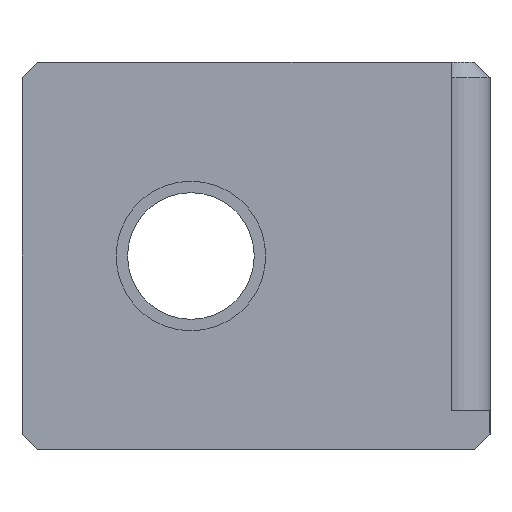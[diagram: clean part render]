
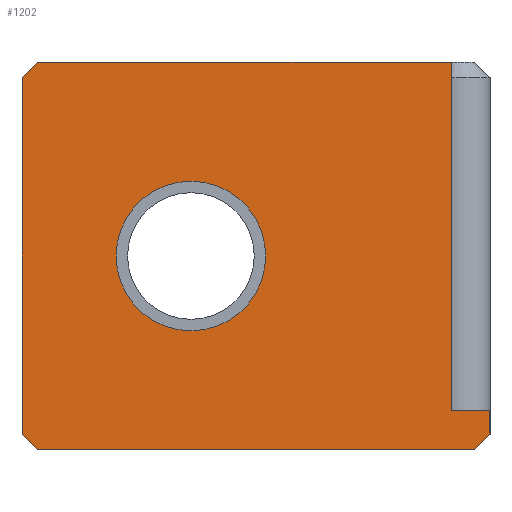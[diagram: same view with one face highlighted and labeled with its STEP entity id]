
A CAD part, left-side view. The second image highlights one B-rep face of the part: STEP entity #1202.
In plain terms, the highlighted planar face has unit normal (-1, 0, 0).
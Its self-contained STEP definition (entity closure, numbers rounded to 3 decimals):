
#17=FACE_BOUND('',#154,.T.);
#32=PLANE('',#1285);
#90=FACE_OUTER_BOUND('',#153,.T.);
#153=EDGE_LOOP('',(#936,#937,#938,#939,#940,#941,#942,#943,#944));
#154=EDGE_LOOP('',(#945));
#211=LINE('',#1681,#375);
#282=LINE('',#1828,#446);
#283=LINE('',#1830,#447);
#284=LINE('',#1831,#448);
#285=LINE('',#1833,#449);
#286=LINE('',#1835,#450);
#287=LINE('',#1837,#451);
#288=LINE('',#1839,#452);
#289=LINE('',#1840,#453);
#375=VECTOR('',#1365,1000.);
#446=VECTOR('',#1464,1000.);
#447=VECTOR('',#1465,1000.);
#448=VECTOR('',#1466,1000.);
#449=VECTOR('',#1467,1000.);
#450=VECTOR('',#1468,1000.);
#451=VECTOR('',#1469,1000.);
#452=VECTOR('',#1470,1000.);
#453=VECTOR('',#1471,1000.);
#533=CIRCLE('',#1269,2.125);
#544=VERTEX_POINT('',#1659);
#553=VERTEX_POINT('',#1678);
#554=VERTEX_POINT('',#1680);
#615=VERTEX_POINT('',#1826);
#616=VERTEX_POINT('',#1827);
#617=VERTEX_POINT('',#1829);
#618=VERTEX_POINT('',#1832);
#619=VERTEX_POINT('',#1834);
#620=VERTEX_POINT('',#1836);
#621=VERTEX_POINT('',#1838);
#662=EDGE_CURVE('',#544,#544,#533,.T.);
#671=EDGE_CURVE('',#553,#554,#211,.F.);
#744=EDGE_CURVE('',#615,#616,#282,.F.);
#745=EDGE_CURVE('',#617,#615,#283,.T.);
#746=EDGE_CURVE('',#554,#617,#284,.T.);
#747=EDGE_CURVE('',#553,#618,#285,.F.);
#748=EDGE_CURVE('',#618,#619,#286,.F.);
#749=EDGE_CURVE('',#619,#620,#287,.F.);
#750=EDGE_CURVE('',#620,#621,#288,.F.);
#751=EDGE_CURVE('',#621,#616,#289,.F.);
#936=ORIENTED_EDGE('',*,*,#744,.F.);
#937=ORIENTED_EDGE('',*,*,#745,.F.);
#938=ORIENTED_EDGE('',*,*,#746,.F.);
#939=ORIENTED_EDGE('',*,*,#671,.F.);
#940=ORIENTED_EDGE('',*,*,#747,.T.);
#941=ORIENTED_EDGE('',*,*,#748,.T.);
#942=ORIENTED_EDGE('',*,*,#749,.T.);
#943=ORIENTED_EDGE('',*,*,#750,.T.);
#944=ORIENTED_EDGE('',*,*,#751,.T.);
#945=ORIENTED_EDGE('',*,*,#662,.T.);
#1202=ADVANCED_FACE('',(#90,#17),#32,.F.);
#1269=AXIS2_PLACEMENT_3D('',#1661,#1352,#1353);
#1285=AXIS2_PLACEMENT_3D('',#1825,#1462,#1463);
#1352=DIRECTION('center_axis',(1.,0.,0.));
#1353=DIRECTION('ref_axis',(0.,1.,0.));
#1365=DIRECTION('',(0.,1.,0.));
#1462=DIRECTION('center_axis',(1.,0.,0.));
#1463=DIRECTION('ref_axis',(0.,0.,-1.));
#1464=DIRECTION('',(0.,0.,1.));
#1465=DIRECTION('',(0.,-1.,0.));
#1466=DIRECTION('',(0.,0.,-1.));
#1467=DIRECTION('',(0.,-0.707,0.707));
#1468=DIRECTION('',(0.,0.,1.));
#1469=DIRECTION('',(0.,0.707,0.707));
#1470=DIRECTION('',(0.,1.,0.));
#1471=DIRECTION('',(0.,0.707,-0.707));
#1659=CARTESIAN_POINT('',(-22.,21.775,-7.6));
#1661=CARTESIAN_POINT('Origin',(-22.,23.9,-7.6));
#1678=CARTESIAN_POINT('',(-22.,28.259,-2.1));
#1680=CARTESIAN_POINT('',(-22.,16.5,-2.1));
#1681=CARTESIAN_POINT('',(-22.,22.05,-2.1));
#1825=CARTESIAN_POINT('Origin',(-22.,30.65,-2.));
#1826=CARTESIAN_POINT('',(-22.,15.4,-12.));
#1827=CARTESIAN_POINT('',(-22.,15.4,-12.659));
#1828=CARTESIAN_POINT('',(-22.,15.4,-2.));
#1829=CARTESIAN_POINT('',(-22.,16.5,-12.));
#1830=CARTESIAN_POINT('',(-22.,30.65,-12.));
#1831=CARTESIAN_POINT('',(-22.,16.5,-2.));
#1832=CARTESIAN_POINT('',(-22.,28.7,-2.541));
#1833=CARTESIAN_POINT('',(-22.,28.729,-2.571));
#1834=CARTESIAN_POINT('',(-22.,28.7,-12.659));
#1835=CARTESIAN_POINT('',(-22.,28.7,-2.));
#1836=CARTESIAN_POINT('',(-22.,28.259,-13.1));
#1837=CARTESIAN_POINT('',(-22.,28.229,-13.129));
#1838=CARTESIAN_POINT('',(-22.,15.841,-13.1));
#1839=CARTESIAN_POINT('',(-22.,22.05,-13.1));
#1840=CARTESIAN_POINT('',(-22.,15.371,-12.629));
